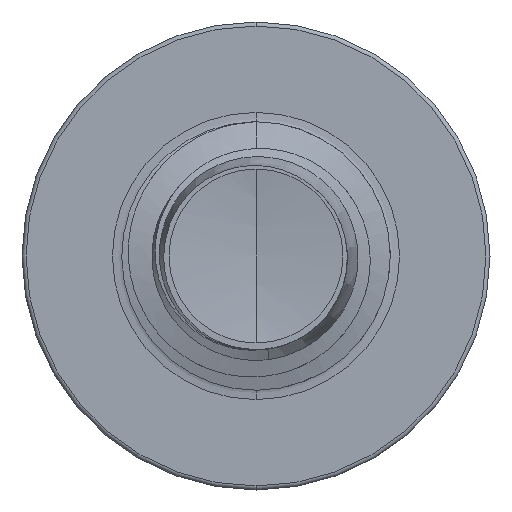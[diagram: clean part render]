
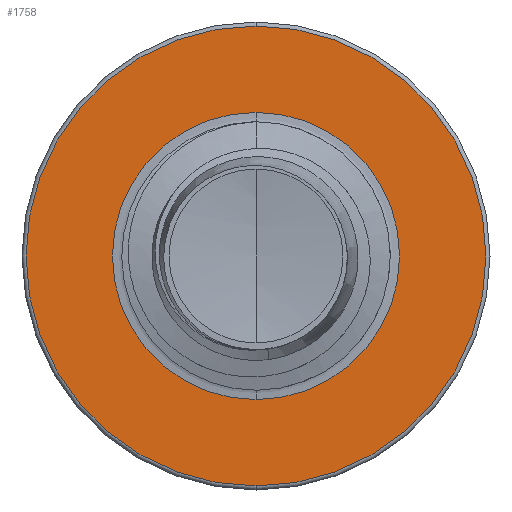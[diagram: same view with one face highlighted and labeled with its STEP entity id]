
A CAD part, front view. The second image highlights one B-rep face of the part: STEP entity #1758.
In plain terms, the highlighted planar face has unit normal (0, -1, 0).
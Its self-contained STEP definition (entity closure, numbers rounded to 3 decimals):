
#350 = CARTESIAN_POINT ( 'NONE',  ( 0., 3., 0. ) ) ;
#653 = CARTESIAN_POINT ( 'NONE',  ( 0., 3., 0. ) ) ;
#764 = FACE_BOUND ( 'NONE', #9849, .T. ) ;
#1555 = DIRECTION ( 'NONE',  ( 0., 0., 1. ) ) ;
#1758 = ADVANCED_FACE ( 'NONE', ( #10849, #764 ), #9058, .F. ) ;
#1856 = DIRECTION ( 'NONE',  ( 0., 0., 1. ) ) ;
#1947 = CARTESIAN_POINT ( 'NONE',  ( 0., 3., 0. ) ) ;
#2344 = CIRCLE ( 'NONE', #8636, 2.997 ) ;
#2460 = CARTESIAN_POINT ( 'NONE',  ( 0., 3., -1.872 ) ) ;
#2949 = DIRECTION ( 'NONE',  ( 0., 0., 1. ) ) ;
#3054 = CARTESIAN_POINT ( 'NONE',  ( 0., 3., 0. ) ) ;
#3541 = CARTESIAN_POINT ( 'NONE',  ( 0., 3., -1.872 ) ) ;
#3911 = EDGE_CURVE ( 'NONE', #9504, #11125, #4654, .T. ) ;
#4035 = DIRECTION ( 'NONE',  ( 0., 0., 1. ) ) ;
#4512 = CARTESIAN_POINT ( 'NONE',  ( 0., 3., 1.872 ) ) ;
#4529 = ORIENTED_EDGE ( 'NONE', *, *, #3911, .T. ) ;
#4654 = CIRCLE ( 'NONE', #9123, 1.872 ) ;
#5323 = CARTESIAN_POINT ( 'NONE',  ( 0., 3., 2.998 ) ) ;
#5384 = CIRCLE ( 'NONE', #10720, 1.872 ) ;
#5454 = ORIENTED_EDGE ( 'NONE', *, *, #9507, .T. ) ;
#5745 = ORIENTED_EDGE ( 'NONE', *, *, #10260, .F. ) ;
#6996 = AXIS2_PLACEMENT_3D ( 'NONE', #2460, #11504, #11315 ) ;
#7468 = DIRECTION ( 'NONE',  ( 0., 1., 0. ) ) ;
#7476 = AXIS2_PLACEMENT_3D ( 'NONE', #653, #7698, #1856 ) ;
#7698 = DIRECTION ( 'NONE',  ( 0., 1., 0. ) ) ;
#8575 = VERTEX_POINT ( 'NONE', #9906 ) ;
#8587 = ORIENTED_EDGE ( 'NONE', *, *, #10368, .F. ) ;
#8636 = AXIS2_PLACEMENT_3D ( 'NONE', #1947, #8641, #2949 ) ;
#8641 = DIRECTION ( 'NONE',  ( 0., 1., 0. ) ) ;
#9058 = PLANE ( 'NONE',  #6996 ) ;
#9123 = AXIS2_PLACEMENT_3D ( 'NONE', #3054, #9603, #4035 ) ;
#9350 = VERTEX_POINT ( 'NONE', #5323 ) ;
#9504 = VERTEX_POINT ( 'NONE', #3541 ) ;
#9507 = EDGE_CURVE ( 'NONE', #11125, #9504, #5384, .T. ) ;
#9603 = DIRECTION ( 'NONE',  ( 0., 1., 0. ) ) ;
#9849 = EDGE_LOOP ( 'NONE', ( #5454, #4529 ) ) ;
#9906 = CARTESIAN_POINT ( 'NONE',  ( 0., 3., -2.997 ) ) ;
#10260 = EDGE_CURVE ( 'NONE', #9350, #8575, #11966, .T. ) ;
#10368 = EDGE_CURVE ( 'NONE', #8575, #9350, #2344, .T. ) ;
#10518 = EDGE_LOOP ( 'NONE', ( #5745, #8587 ) ) ;
#10720 = AXIS2_PLACEMENT_3D ( 'NONE', #350, #7468, #1555 ) ;
#10849 = FACE_OUTER_BOUND ( 'NONE', #10518, .T. ) ;
#11125 = VERTEX_POINT ( 'NONE', #4512 ) ;
#11315 = DIRECTION ( 'NONE',  ( 0., 0., 1. ) ) ;
#11504 = DIRECTION ( 'NONE',  ( 0., 1., 0. ) ) ;
#11966 = CIRCLE ( 'NONE', #7476, 2.997 ) ;
